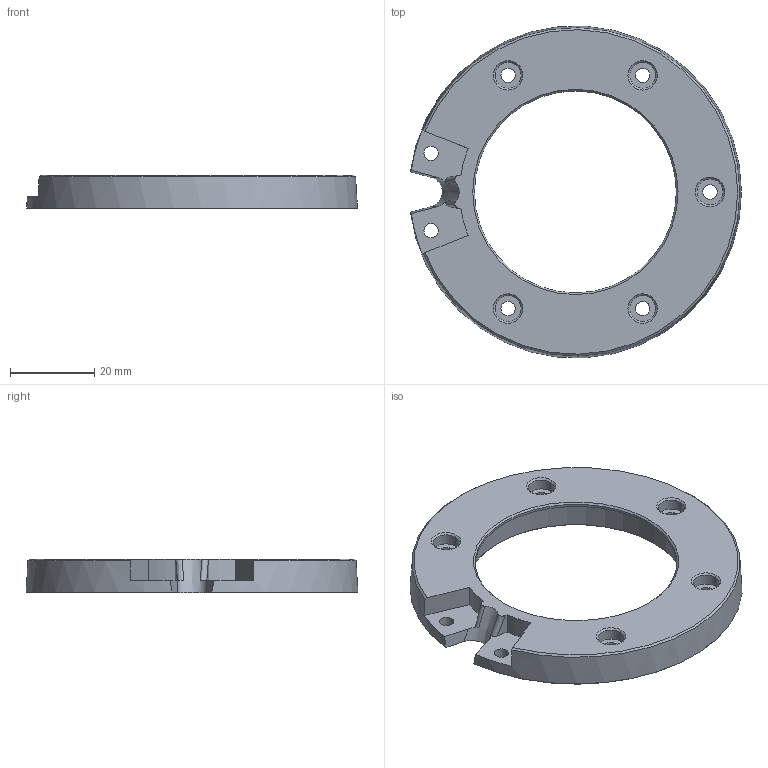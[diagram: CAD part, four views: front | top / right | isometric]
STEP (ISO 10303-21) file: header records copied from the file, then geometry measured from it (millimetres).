
FILE_DESCRIPTION (( 'STEP AP214' ), '1' );
FILE_NAME ('top_housing.STEP', '2025-03-31T14:03:29', ( '' ), ( '' ), 'SwSTEP 2.0', 'SolidWorks 2025', '' );
FILE_SCHEMA (( 'AUTOMOTIVE_DESIGN' ));
Length unit declared in the file: millimetre
Products named in the file (1): top_housing_fore_arm
Bounding box: 78.68 x 78.83 x 8 mm (x, y, z)
Volume: 18779.6 mm3; surface area: 10383.6 mm2
Topology: 1 solids, 1 shells, 87 faces, 203 edges, 126 vertices
Faces by surface type: cylinder 30, cone 28, plane 18, bspline 11
Entity records: 10357 total; most frequent: CARTESIAN_POINT 8340, DIRECTION 417, ORIENTED_EDGE 406, EDGE_CURVE 203, AXIS2_PLACEMENT_3D 169, VERTEX_POINT 126, EDGE_LOOP 111, CIRCLE 92
